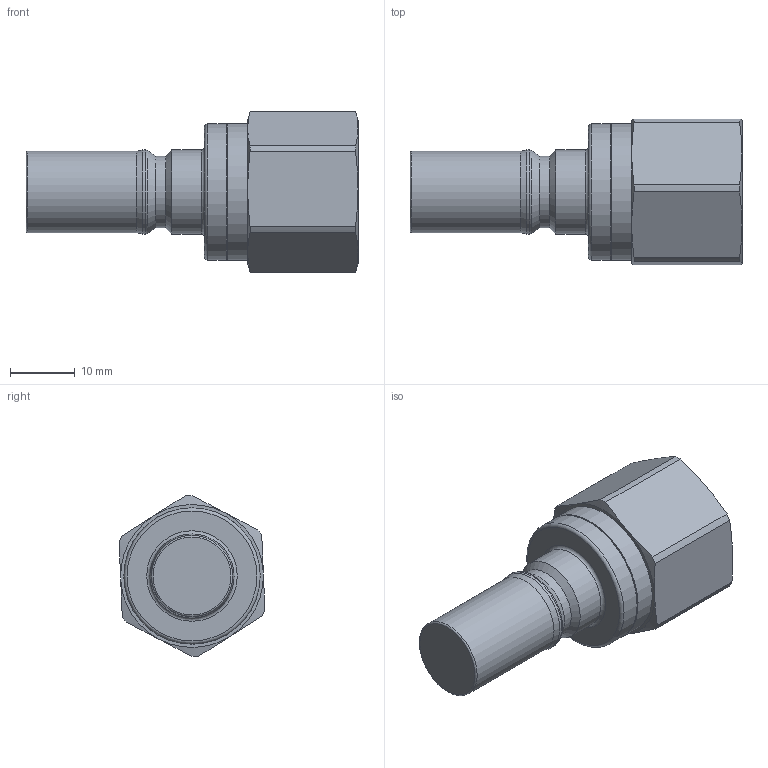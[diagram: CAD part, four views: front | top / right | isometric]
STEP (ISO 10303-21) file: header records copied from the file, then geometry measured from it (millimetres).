
FILE_DESCRIPTION((''),'2;1');
FILE_NAME('206sliw17evx.stp','2014-01-21T15:40:29',('IA176480'),(''),'Autodesk Inventor 2013','Autodesk Inventor 2013','');
FILE_SCHEMA(('AUTOMOTIVE_DESIGN { 1 0 10303 214 1 1 1 1 }'));
Length unit declared in the file: millimetre
Products named in the file (1): D108105
Bounding box: 51.15 x 22.46 x 24.8 mm (x, y, z)
Volume: 10983.5 mm3; surface area: 4641 mm2
Topology: 1 solids, 3 shells, 63 faces, 130 edges, 77 vertices
Faces by surface type: cone 22, cylinder 19, plane 16, torus 6
Full cylindrical faces by diameter (mm): 10.2 x1, 11 x1, 12.5 x1, 12.95 x2, 14.95 x1, 15.013 x1, 16.65 x2, 17 x1, 19.7 x1, 21 x2
Entity records: 1523 total; most frequent: CARTESIAN_POINT 282, DIRECTION 262, ORIENTED_EDGE 194, AXIS2_PLACEMENT_3D 125, EDGE_LOOP 100, EDGE_CURVE 97, VERTEX_POINT 73, FACE_OUTER_BOUND 63
